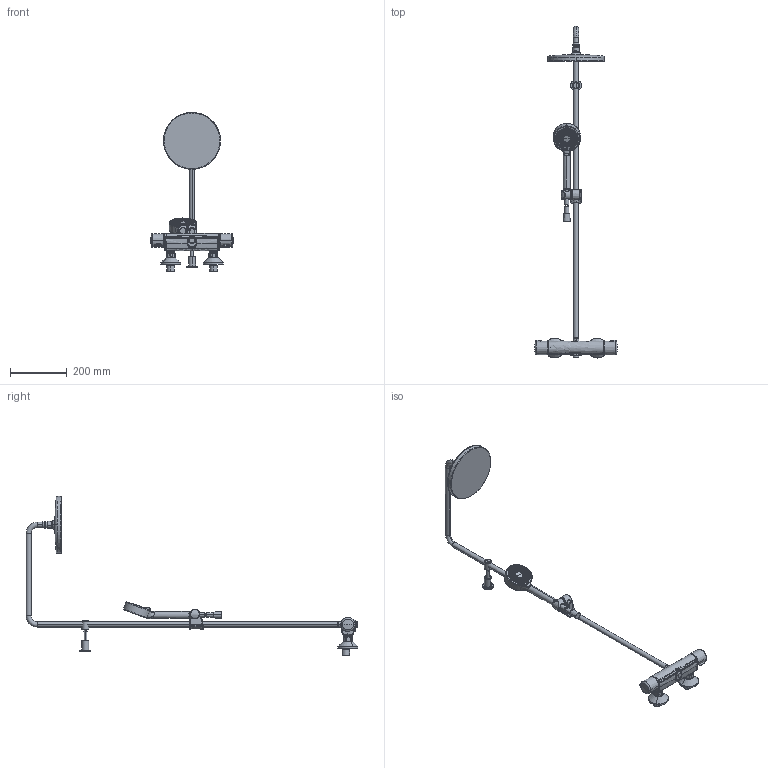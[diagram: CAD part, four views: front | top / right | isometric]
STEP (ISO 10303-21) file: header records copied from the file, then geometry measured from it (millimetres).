
FILE_DESCRIPTION (( 'STEP AP203' ), '1' );
FILE_NAME ('44350130.STEP', '2019-08-28T08:28:41', ( '' ), ( '' ), 'SwSTEP 2.0', 'SolidWorks 2016', '' );
FILE_SCHEMA (( 'CONFIG_CONTROL_DESIGN' ));
Products named in the file (1): 44350130
Bounding box: 289.92 x 1165.16 x 559.2 mm (x, y, z)
Volume: 1887296.6 mm3; surface area: 408452.7 mm2
Topology: 29 solids, 37 shells, 1108 faces, 2544 edges, 1612 vertices
Faces by surface type: bspline 359, plane 257, cylinder 227, cone 110, torus 105, sphere 50
Entity records: 78058 total; most frequent: CARTESIAN_POINT 55813, ORIENTED_EDGE 5050, DIRECTION 3946, EDGE_CURVE 2525, AXIS2_PLACEMENT_3D 1775, VERTEX_POINT 1610, EDGE_LOOP 1229, FACE_OUTER_BOUND 1100
